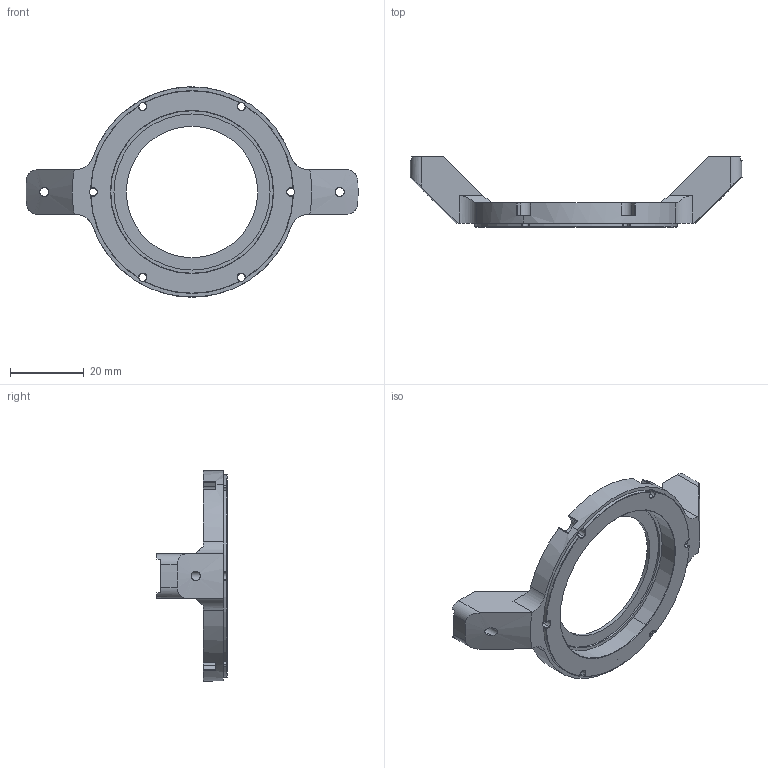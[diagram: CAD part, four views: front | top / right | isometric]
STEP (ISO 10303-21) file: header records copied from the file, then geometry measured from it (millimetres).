
FILE_DESCRIPTION (( 'STEP AP203' ), '1' );
FILE_NAME ('絳寢釱漪萇儂ヶ裔.STEP', '2025-07-28T12:42:41', ( '' ), ( '' ), 'SwSTEP 2.0', 'SolidWorks 2024', '' );
FILE_SCHEMA (( 'CONFIG_CONTROL_DESIGN' ));
Length unit declared in the file: millimetre
Products named in the file (1): 导轨座含电机前盖
Bounding box: 89.97 x 19 x 57 mm (x, y, z)
Volume: 11004.6 mm3; surface area: 7672.4 mm2
Topology: 1 solids, 1 shells, 198 faces, 527 edges, 326 vertices
Faces by surface type: cylinder 94, cone 65, plane 39
Entity records: 6488 total; most frequent: CARTESIAN_POINT 1358, DIRECTION 1143, ORIENTED_EDGE 1030, EDGE_CURVE 515, AXIS2_PLACEMENT_3D 461, VERTEX_POINT 326, CIRCLE 262, EDGE_LOOP 223
